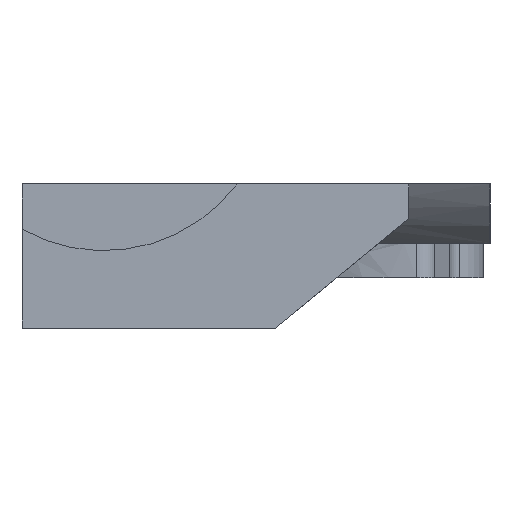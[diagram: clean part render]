
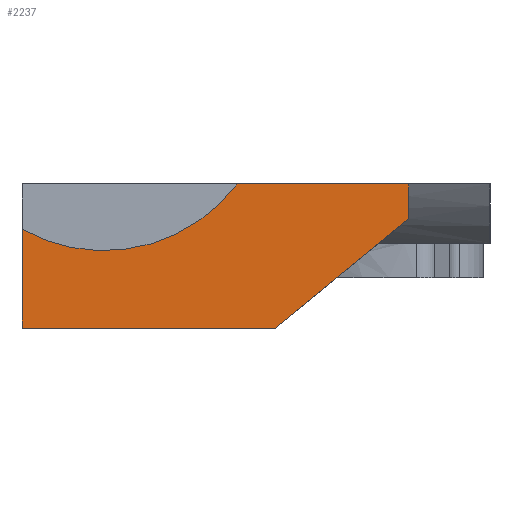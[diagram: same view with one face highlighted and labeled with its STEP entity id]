
A CAD part, left-side view. The second image highlights one B-rep face of the part: STEP entity #2237.
In plain terms, the highlighted planar face has unit normal (-1, 0, 0).
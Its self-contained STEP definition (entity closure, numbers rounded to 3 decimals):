
#256=CIRCLE('',#2473,12.5);
#376=FACE_OUTER_BOUND('',#518,.T.);
#518=EDGE_LOOP('',(#1899,#1900,#1901,#1902,#1903,#1904));
#608=LINE('',#3293,#807);
#649=LINE('',#3441,#848);
#664=LINE('',#3483,#863);
#668=LINE('',#3503,#867);
#681=LINE('',#3546,#880);
#807=VECTOR('',#2612,1000.);
#848=VECTOR('',#2743,1000.);
#863=VECTOR('',#2790,1000.);
#867=VECTOR('',#2814,1000.);
#880=VECTOR('',#2833,1000.);
#1010=VERTEX_POINT('',#3290);
#1011=VERTEX_POINT('',#3292);
#1073=VERTEX_POINT('',#3439);
#1084=VERTEX_POINT('',#3481);
#1090=VERTEX_POINT('',#3502);
#1102=VERTEX_POINT('',#3544);
#1213=EDGE_CURVE('',#1011,#1010,#608,.T.);
#1288=EDGE_CURVE('',#1073,#1010,#649,.T.);
#1309=EDGE_CURVE('',#1084,#1073,#664,.T.);
#1318=EDGE_CURVE('',#1011,#1090,#668,.T.);
#1338=EDGE_CURVE('',#1084,#1102,#681,.T.);
#1424=EDGE_CURVE('',#1090,#1102,#256,.T.);
#1899=ORIENTED_EDGE('',*,*,#1424,.F.);
#1900=ORIENTED_EDGE('',*,*,#1318,.F.);
#1901=ORIENTED_EDGE('',*,*,#1213,.T.);
#1902=ORIENTED_EDGE('',*,*,#1288,.F.);
#1903=ORIENTED_EDGE('',*,*,#1309,.F.);
#1904=ORIENTED_EDGE('',*,*,#1338,.T.);
#2122=PLANE('',#2474);
#2237=ADVANCED_FACE('',(#376),#2122,.F.);
#2473=AXIS2_PLACEMENT_3D('',#3718,#3032,#3033);
#2474=AXIS2_PLACEMENT_3D('',#3719,#3034,#3035);
#2612=DIRECTION('',(0.,-1.,0.));
#2743=DIRECTION('',(0.,0.773,-0.634));
#2790=DIRECTION('',(0.,0.,-1.));
#2814=DIRECTION('',(0.,0.,1.));
#2833=DIRECTION('',(0.,1.,0.));
#3032=DIRECTION('center_axis',(-1.,0.,0.));
#3033=DIRECTION('ref_axis',(0.,0.,1.));
#3034=DIRECTION('center_axis',(1.,0.,0.));
#3035=DIRECTION('ref_axis',(0.,0.,-1.));
#3290=CARTESIAN_POINT('',(-39.903,59.625,98.666));
#3292=CARTESIAN_POINT('',(-39.903,78.595,98.666));
#3293=CARTESIAN_POINT('',(-39.903,78.625,98.666));
#3439=CARTESIAN_POINT('',(-39.903,49.625,106.866));
#3441=CARTESIAN_POINT('',(-39.903,59.625,98.666));
#3481=CARTESIAN_POINT('',(-39.903,49.625,109.466));
#3483=CARTESIAN_POINT('',(-39.903,49.625,123.609));
#3502=CARTESIAN_POINT('',(-39.903,78.595,106.067));
#3503=CARTESIAN_POINT('',(-39.903,78.595,0.));
#3544=CARTESIAN_POINT('',(-39.903,62.475,109.466));
#3546=CARTESIAN_POINT('',(-39.903,59.625,109.466));
#3718=CARTESIAN_POINT('Origin',(-39.903,72.475,116.966));
#3719=CARTESIAN_POINT('Origin',(-39.903,78.625,135.266));
